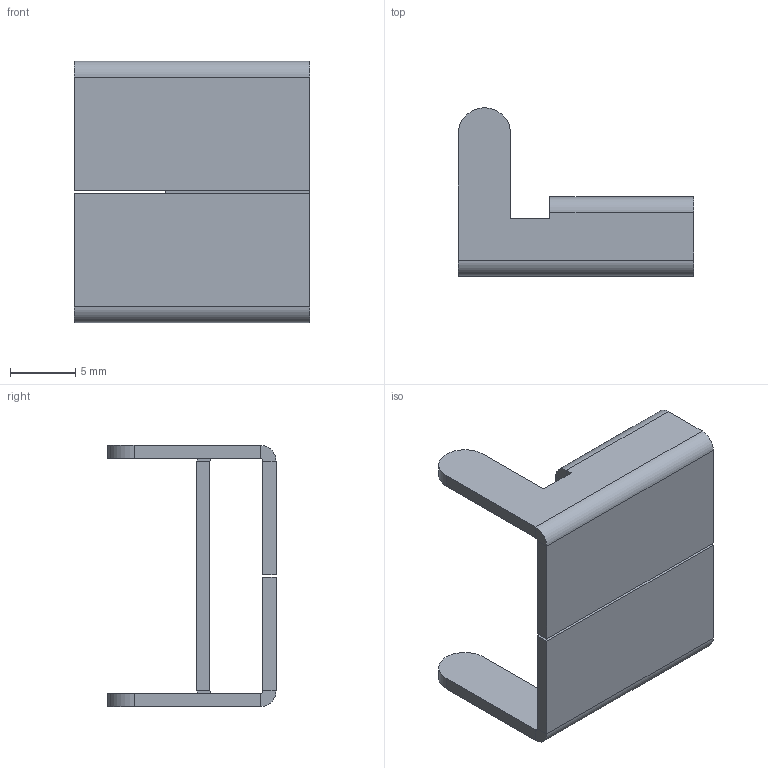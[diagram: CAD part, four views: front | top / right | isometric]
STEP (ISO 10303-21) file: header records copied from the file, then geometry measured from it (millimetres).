
FILE_DESCRIPTION (( 'STEP AP214' ), '1' );
FILE_NAME ('6490964_KSTP1.stp', '2018-08-16T13:26:23', ( '' ), ( '' ), 'SwSTEP 2.0', 'SolidWorks 2016', '' );
FILE_SCHEMA (( 'AUTOMOTIVE_DESIGN' ));
Length unit declared in the file: millimetre
Products named in the file (1): 6490964_KSTP1
Bounding box: 18 x 12.85 x 19.98 mm (x, y, z)
Volume: 755.2 mm3; surface area: 1711.7 mm2
Topology: 1 solids, 1 shells, 93 faces, 214 edges, 132 vertices
Faces by surface type: plane 62, cylinder 27, bspline 4
Entity records: 2632 total; most frequent: CARTESIAN_POINT 492, DIRECTION 440, ORIENTED_EDGE 428, EDGE_CURVE 214, LINE 152, VECTOR 152, AXIS2_PLACEMENT_3D 144, VERTEX_POINT 132
